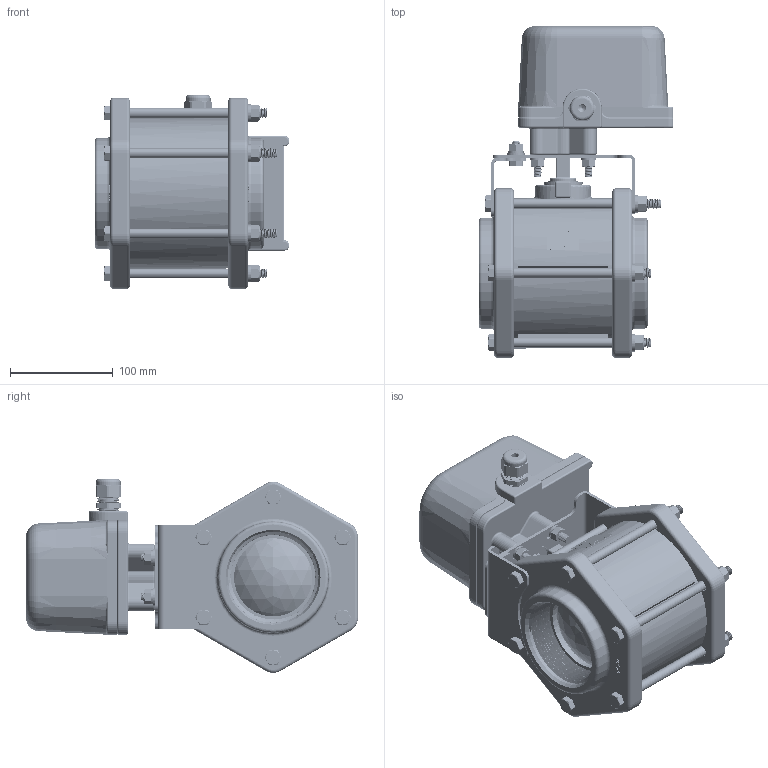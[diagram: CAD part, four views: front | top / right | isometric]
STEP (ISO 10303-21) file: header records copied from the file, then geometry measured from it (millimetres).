
FILE_DESCRIPTION(/* description */ ('3" FP VALVE BODY'),/* implementation_level */ '2;1');
FILE_NAME(/* name */ 'EV300FP.stp',/* time_stamp */ '2016-01-29T11:16:25-05:00',/* author */ ('mclevenger'),/* organization */ (''),/* preprocessor_version */ 'ST-DEVELOPER v16.1',/* originating_system */ 'Autodesk Inventor 2016',/* authorisation */ '');
FILE_SCHEMA (('AUTOMOTIVE_DESIGN { 1 0 10303 214 3 1 1 }'));
Products named in the file (42): V35254; VL1000; V35254_1; VX35264; V35264; V20018; V20019; VE30151SS; V25060; V35255ASS; VE35258B; V25163; V25160; V35018; V35017; V35265; VE30121; VE30022; VE35188; VE35189; V10118; V10119; 17019; 12901; EV300XR1A; VE5630X_BOTTOM; VE5630X_TOP; CAM; VE5630X; VE117B; VE108X; switch_CB; Relay; ANSI B18.6.3 - 8-32 UNC - 0.75(7); ASME B18.21.2M - 5A; Spacer_038; Spacer_Plastic_038; VE108; B0516125ST; VE4518 ...
Assembly tree (81 placements, depth 4):
  EV300FP
    EV300XR1A
      V35254_1
        V35254
        VL1000
      V35264  x2
        VX35264
      V20018  x6
      V20019  x6
      VE30151SS
      V25060
      V35255ASS
      VE35258B  x2
      V25163
      V25160
      V35018  x2
      V35017  x4
      V35265  x2
      VE30121
      VE30022
      VE35188
      VE35189
      V10118  x2
      V10119  x2
      17019  x2
      12901  x2
    VE5630
      VE5630X
        VE5630X_BOTTOM
        VE5630X_TOP
        CAM  x2
      VE117B
      VE108
        VE108X
        switch_CB  x2
        Relay
        ANSI B18.6.3 - 8-32 UNC - 0.75(7)  x3
        ASME B18.21.2M - 5A  x3
        Spacer_038  x3
        Spacer_Plastic_038
      B0516125ST  x4
      VE4518
    V10118  x4
    V10119  x4
Bounding box: 189.74 x 323.15 x 188.74 mm (x, y, z)
Volume: 2371587.5 mm3; surface area: 700797.6 mm2
Topology: 82 solids, 82 shells, 4583 faces, 11523 edges, 7390 vertices
Faces by surface type: plane 2005, cylinder 923, bspline 862, cone 624, torus 138, sphere 31
Full cylindrical faces by diameter (mm): 1.524 x8, 1.93 x2, 2.159 x2, 2.642 x2, 2.743 x1, 2.896 x4, 2.921 x2, 3.048 x2, 3.175 x3, 3.556 x4, 3.81 x2, 4.166 x3, 4.318 x3, 4.445 x4, 4.631 x6, 4.775 x2, 4.826 x4, 6.35 x9, 6.604 x1, 7.171 x8, 8.001 x5, 8.128 x2, 8.179 x3, 8.255 x4, 8.731 x4, 9.525 x45, 9.55 x2, 10.414 x4, 11.176 x12, 12.7 x1
Entity records: 129333 total; most frequent: CARTESIAN_POINT 54483, ORIENTED_EDGE 16488, DIRECTION 12553, EDGE_CURVE 8220, VERTEX_POINT 5502, LINE 4897, VECTOR 4897, EDGE_LOOP 3860
